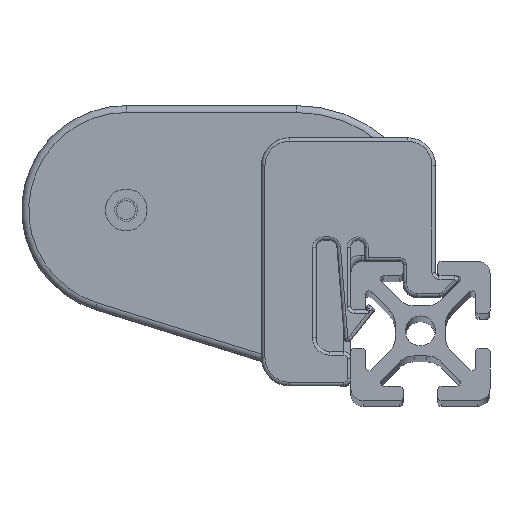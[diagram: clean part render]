
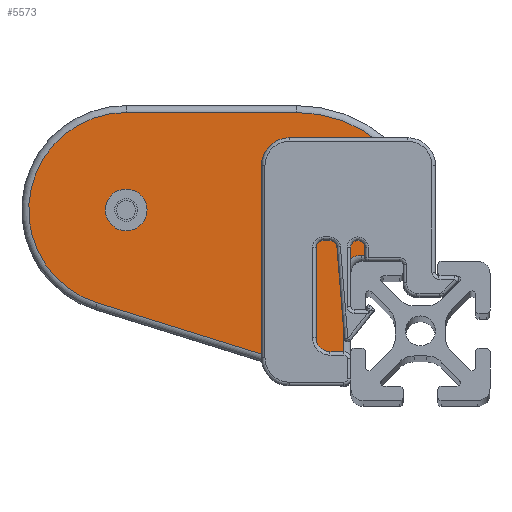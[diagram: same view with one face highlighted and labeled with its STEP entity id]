
A CAD part, top view. The second image highlights one B-rep face of the part: STEP entity #5573.
In plain terms, the highlighted planar face has unit normal (0, 0, 1).
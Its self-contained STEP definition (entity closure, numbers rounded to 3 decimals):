
#356=FACE_BOUND('',#848,.T.);
#357=FACE_BOUND('',#849,.T.);
#484=FACE_OUTER_BOUND('',#847,.T.);
#847=EDGE_LOOP('',(#4251,#4252,#4253,#4254,#4255,#4256,#4257,#4258,#4259,
#4260,#4261,#4262,#4263,#4264,#4265));
#848=EDGE_LOOP('',(#4266));
#849=EDGE_LOOP('',(#4267));
#1273=LINE('',#9149,#1686);
#1276=LINE('',#9161,#1689);
#1277=LINE('',#9172,#1690);
#1279=LINE('',#9184,#1692);
#1281=LINE('',#9203,#1694);
#1284=LINE('',#9210,#1697);
#1286=LINE('',#9219,#1699);
#1287=LINE('',#9230,#1700);
#1289=LINE('',#9241,#1702);
#1686=VECTOR('',#7145,10.);
#1689=VECTOR('',#7156,10.);
#1690=VECTOR('',#7169,10.);
#1692=VECTOR('',#7183,10.);
#1694=VECTOR('',#7195,10.);
#1697=VECTOR('',#7202,10.);
#1699=VECTOR('',#7210,10.);
#1700=VECTOR('',#7223,10.);
#1702=VECTOR('',#7237,10.);
#2035=CIRCLE('',#6069,2.5);
#2039=CIRCLE('',#6075,1.5);
#2043=CIRCLE('',#6080,1.);
#2050=CIRCLE('',#6091,19.);
#2054=CIRCLE('',#6097,14.);
#2057=CIRCLE('',#6102,1.5);
#2065=CIRCLE('',#6122,3.);
#2066=CIRCLE('',#6123,3.);
#2503=VERTEX_POINT('',#9142);
#2505=VERTEX_POINT('',#9148);
#2507=VERTEX_POINT('',#9154);
#2510=VERTEX_POINT('',#9159);
#2512=VERTEX_POINT('',#9164);
#2514=VERTEX_POINT('',#9170);
#2516=VERTEX_POINT('',#9176);
#2518=VERTEX_POINT('',#9182);
#2520=VERTEX_POINT('',#9196);
#2523=VERTEX_POINT('',#9208);
#2524=VERTEX_POINT('',#9212);
#2527=VERTEX_POINT('',#9217);
#2529=VERTEX_POINT('',#9222);
#2531=VERTEX_POINT('',#9228);
#2533=VERTEX_POINT('',#9234);
#2549=VERTEX_POINT('',#9297);
#2550=VERTEX_POINT('',#9299);
#3092=EDGE_CURVE('',#2503,#2505,#1273,.T.);
#3098=EDGE_CURVE('',#2510,#2507,#1276,.T.);
#3100=EDGE_CURVE('',#2512,#2510,#2035,.T.);
#3103=EDGE_CURVE('',#2514,#2512,#1277,.T.);
#3106=EDGE_CURVE('',#2516,#2514,#2039,.T.);
#3109=EDGE_CURVE('',#2518,#2516,#1279,.T.);
#3112=EDGE_CURVE('',#2520,#2518,#2043,.T.);
#3115=EDGE_CURVE('',#2505,#2520,#1281,.T.);
#3119=EDGE_CURVE('',#2523,#2503,#1284,.T.);
#3123=EDGE_CURVE('',#2527,#2524,#1286,.T.);
#3125=EDGE_CURVE('',#2529,#2527,#2050,.T.);
#3128=EDGE_CURVE('',#2531,#2529,#1287,.T.);
#3131=EDGE_CURVE('',#2533,#2531,#2054,.T.);
#3134=EDGE_CURVE('',#2507,#2533,#1289,.T.);
#3136=EDGE_CURVE('',#2524,#2523,#2057,.T.);
#3163=EDGE_CURVE('',#2549,#2549,#2065,.T.);
#3164=EDGE_CURVE('',#2550,#2550,#2066,.T.);
#4251=ORIENTED_EDGE('',*,*,#3123,.F.);
#4252=ORIENTED_EDGE('',*,*,#3125,.F.);
#4253=ORIENTED_EDGE('',*,*,#3128,.F.);
#4254=ORIENTED_EDGE('',*,*,#3131,.F.);
#4255=ORIENTED_EDGE('',*,*,#3134,.F.);
#4256=ORIENTED_EDGE('',*,*,#3098,.F.);
#4257=ORIENTED_EDGE('',*,*,#3100,.F.);
#4258=ORIENTED_EDGE('',*,*,#3103,.F.);
#4259=ORIENTED_EDGE('',*,*,#3106,.F.);
#4260=ORIENTED_EDGE('',*,*,#3109,.F.);
#4261=ORIENTED_EDGE('',*,*,#3112,.F.);
#4262=ORIENTED_EDGE('',*,*,#3115,.F.);
#4263=ORIENTED_EDGE('',*,*,#3092,.F.);
#4264=ORIENTED_EDGE('',*,*,#3119,.F.);
#4265=ORIENTED_EDGE('',*,*,#3136,.F.);
#4266=ORIENTED_EDGE('',*,*,#3163,.T.);
#4267=ORIENTED_EDGE('',*,*,#3164,.T.);
#5406=PLANE('',#6121);
#5573=ADVANCED_FACE('',(#484,#356,#357),#5406,.F.);
#6069=AXIS2_PLACEMENT_3D('',#9166,#7161,#7162);
#6075=AXIS2_PLACEMENT_3D('',#9178,#7175,#7176);
#6080=AXIS2_PLACEMENT_3D('',#9198,#7187,#7188);
#6091=AXIS2_PLACEMENT_3D('',#9224,#7215,#7216);
#6097=AXIS2_PLACEMENT_3D('',#9236,#7229,#7230);
#6102=AXIS2_PLACEMENT_3D('',#9244,#7241,#7242);
#6121=AXIS2_PLACEMENT_3D('',#9296,#7298,#7299);
#6122=AXIS2_PLACEMENT_3D('',#9298,#7300,#7301);
#6123=AXIS2_PLACEMENT_3D('',#9300,#7302,#7303);
#7145=DIRECTION('',(-0.707,-0.707,0.));
#7156=DIRECTION('',(0.,-1.,0.));
#7161=DIRECTION('center_axis',(0.,0.,
1.));
#7162=DIRECTION('ref_axis',(-0.707,0.707,0.));
#7169=DIRECTION('',(-1.,0.,0.));
#7175=DIRECTION('center_axis',(0.,0.,
1.));
#7176=DIRECTION('ref_axis',(0.707,0.707,0.));
#7183=DIRECTION('',(0.,1.,0.));
#7187=DIRECTION('center_axis',(0.,0.,
-1.));
#7188=DIRECTION('ref_axis',(-0.707,-0.707,0.));
#7195=DIRECTION('',(-1.,0.,0.));
#7202=DIRECTION('',(1.,0.,0.));
#7210=DIRECTION('',(0.,-1.,0.));
#7215=DIRECTION('center_axis',(0.,0.,
-1.));
#7216=DIRECTION('ref_axis',(0.707,0.707,0.));
#7223=DIRECTION('',(1.,0.,0.));
#7229=DIRECTION('center_axis',(0.,0.,
-1.));
#7230=DIRECTION('ref_axis',(-0.989,0.15,0.));
#7237=DIRECTION('',(-0.955,0.297,0.));
#7241=DIRECTION('center_axis',(0.,0.,
1.));
#7242=DIRECTION('ref_axis',(-0.707,-0.707,0.));
#7298=DIRECTION('center_axis',(0.,0.,
-1.));
#7299=DIRECTION('ref_axis',(1.,0.,0.));
#7300=DIRECTION('center_axis',(0.,0.,
-1.));
#7301=DIRECTION('ref_axis',(1.,0.,0.));
#7302=DIRECTION('center_axis',(0.,0.,
-1.));
#7303=DIRECTION('ref_axis',(1.,0.,0.));
#9142=CARTESIAN_POINT('',(183.734,-153.095,111.867));
#9148=CARTESIAN_POINT('',(182.734,-154.095,111.867));
#9149=CARTESIAN_POINT('',(178.097,-158.733,111.867));
#9154=CARTESIAN_POINT('',(169.,-166.891,111.867));
#9159=CARTESIAN_POINT('',(169.,-151.5,111.867));
#9161=CARTESIAN_POINT('',(169.,-149.595,111.867));
#9164=CARTESIAN_POINT('',(171.5,-149.,111.867));
#9166=CARTESIAN_POINT('Origin',(171.5,-151.5,111.867));
#9170=CARTESIAN_POINT('',(177.,-149.,111.867));
#9172=CARTESIAN_POINT('',(165.536,-149.,111.867));
#9176=CARTESIAN_POINT('',(178.5,-150.5,111.867));
#9178=CARTESIAN_POINT('Origin',(177.,-150.5,111.867));
#9182=CARTESIAN_POINT('',(178.5,-153.095,111.867));
#9184=CARTESIAN_POINT('',(178.5,-150.392,111.867));
#9196=CARTESIAN_POINT('',(179.5,-154.095,111.867));
#9198=CARTESIAN_POINT('Origin',(179.5,-153.095,111.867));
#9203=CARTESIAN_POINT('',(168.403,-154.095,111.867));
#9208=CARTESIAN_POINT('',(182.662,-153.095,111.867));
#9210=CARTESIAN_POINT('',(168.367,-153.095,111.867));
#9212=CARTESIAN_POINT('',(181.162,-151.595,111.867));
#9217=CARTESIAN_POINT('',(181.162,-147.488,111.867));
#9219=CARTESIAN_POINT('',(181.162,-147.588,111.867));
#9222=CARTESIAN_POINT('',(162.162,-128.488,111.867));
#9224=CARTESIAN_POINT('Origin',(162.162,-147.488,111.867));
#9228=CARTESIAN_POINT('',(137.703,-128.488,111.867));
#9230=CARTESIAN_POINT('',(145.887,-128.488,111.867));
#9234=CARTESIAN_POINT('',(133.542,-155.855,111.867));
#9236=CARTESIAN_POINT('Origin',(137.703,-142.488,111.867));
#9241=CARTESIAN_POINT('',(159.471,-163.925,111.867));
#9244=CARTESIAN_POINT('Origin',(182.662,-151.595,111.867));
#9296=CARTESIAN_POINT('Origin',(154.072,-147.689,111.867));
#9297=CARTESIAN_POINT('',(134.703,-142.488,111.867));
#9298=CARTESIAN_POINT('Origin',(137.703,-142.488,111.867));
#9299=CARTESIAN_POINT('',(170.601,-142.488,111.867));
#9300=CARTESIAN_POINT('Origin',(173.601,-142.488,111.867));
